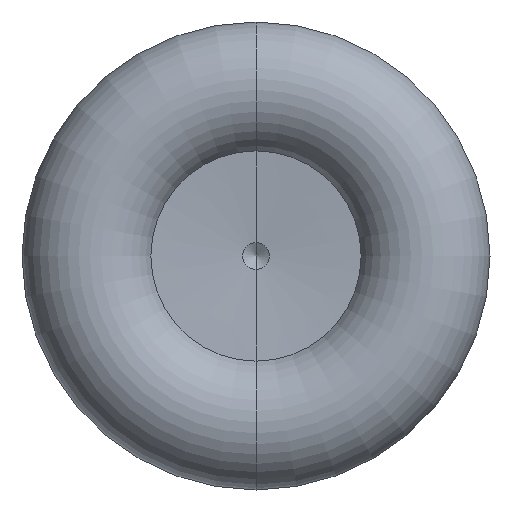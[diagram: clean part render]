
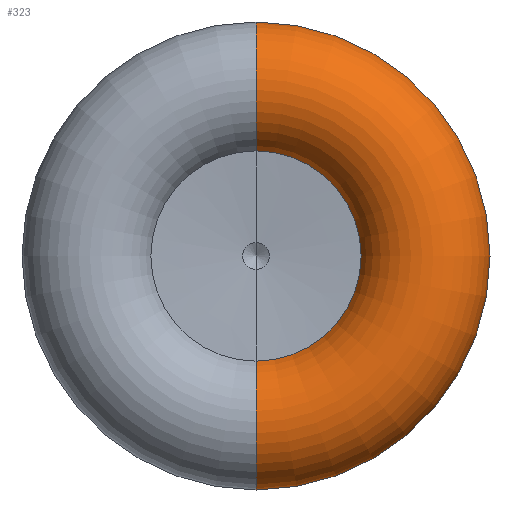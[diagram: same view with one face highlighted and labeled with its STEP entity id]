
A CAD part, front view. The second image highlights one B-rep face of the part: STEP entity #323.
In plain terms, the highlighted toroidal (fillet/blend) face has major radius 12.5 mm and minor radius 5 mm.
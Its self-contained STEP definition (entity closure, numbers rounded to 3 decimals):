
#9 = EDGE_CURVE ( 'NONE', #125, #54, #793, .T. ) ;
#31 = DIRECTION ( 'NONE',  ( 0., 0., -1. ) ) ;
#54 = VERTEX_POINT ( 'NONE', #613 ) ;
#89 = AXIS2_PLACEMENT_3D ( 'NONE', #532, #602, #675 ) ;
#113 = EDGE_CURVE ( 'NONE', #483, #528, #811, .T. ) ;
#125 = VERTEX_POINT ( 'NONE', #710 ) ;
#129 = DIRECTION ( 'NONE',  ( 0., 1., 0. ) ) ;
#130 = EDGE_CURVE ( 'NONE', #54, #528, #648, .T. ) ;
#133 = CARTESIAN_POINT ( 'NONE',  ( 0., 9.008, 0. ) ) ;
#146 = DIRECTION ( 'NONE',  ( 0., 0., 1. ) ) ;
#255 = DIRECTION ( 'NONE',  ( -1., 0., 0. ) ) ;
#263 = FACE_OUTER_BOUND ( 'NONE', #465, .T. ) ;
#267 = CARTESIAN_POINT ( 'NONE',  ( 0., 9.008, 15.489 ) ) ;
#269 = CIRCLE ( 'NONE', #560, 5. ) ;
#296 = ORIENTED_EDGE ( 'NONE', *, *, #113, .F. ) ;
#323 = ADVANCED_FACE ( 'NONE', ( #263 ), #368, .T. ) ;
#368 = TOROIDAL_SURFACE ( 'NONE', #706, 12.5, 5. ) ;
#374 = AXIS2_PLACEMENT_3D ( 'NONE', #456, #794, #31 ) ;
#388 = ORIENTED_EDGE ( 'NONE', *, *, #130, .T. ) ;
#456 = CARTESIAN_POINT ( 'NONE',  ( 0., 5., -12.5 ) ) ;
#465 = EDGE_LOOP ( 'NONE', ( #712, #388, #296, #507 ) ) ;
#483 = VERTEX_POINT ( 'NONE', #267 ) ;
#489 = CARTESIAN_POINT ( 'NONE',  ( 0., 5., 0. ) ) ;
#507 = ORIENTED_EDGE ( 'NONE', *, *, #812, .F. ) ;
#528 = VERTEX_POINT ( 'NONE', #658 ) ;
#532 = CARTESIAN_POINT ( 'NONE',  ( 0., 3.149, 0. ) ) ;
#560 = AXIS2_PLACEMENT_3D ( 'NONE', #636, #255, #146 ) ;
#602 = DIRECTION ( 'NONE',  ( 0., 1., 0. ) ) ;
#613 = CARTESIAN_POINT ( 'NONE',  ( 0., 3.149, -7.855 ) ) ;
#624 = DIRECTION ( 'NONE',  ( 0., 0., 1. ) ) ;
#627 = DIRECTION ( 'NONE',  ( 0., 1., 0. ) ) ;
#636 = CARTESIAN_POINT ( 'NONE',  ( 0., 5., 12.5 ) ) ;
#648 = CIRCLE ( 'NONE', #374, 5. ) ;
#658 = CARTESIAN_POINT ( 'NONE',  ( 0., 9.008, -15.489 ) ) ;
#675 = DIRECTION ( 'NONE',  ( 0., 0., -1. ) ) ;
#705 = DIRECTION ( 'NONE',  ( 0., 0., 1. ) ) ;
#706 = AXIS2_PLACEMENT_3D ( 'NONE', #489, #129, #624 ) ;
#710 = CARTESIAN_POINT ( 'NONE',  ( 0., 3.149, 7.855 ) ) ;
#712 = ORIENTED_EDGE ( 'NONE', *, *, #9, .T. ) ;
#789 = AXIS2_PLACEMENT_3D ( 'NONE', #133, #627, #705 ) ;
#793 = CIRCLE ( 'NONE', #89, 7.855 ) ;
#794 = DIRECTION ( 'NONE',  ( 1., 0., 0. ) ) ;
#811 = CIRCLE ( 'NONE', #789, 15.489 ) ;
#812 = EDGE_CURVE ( 'NONE', #125, #483, #269, .T. ) ;
